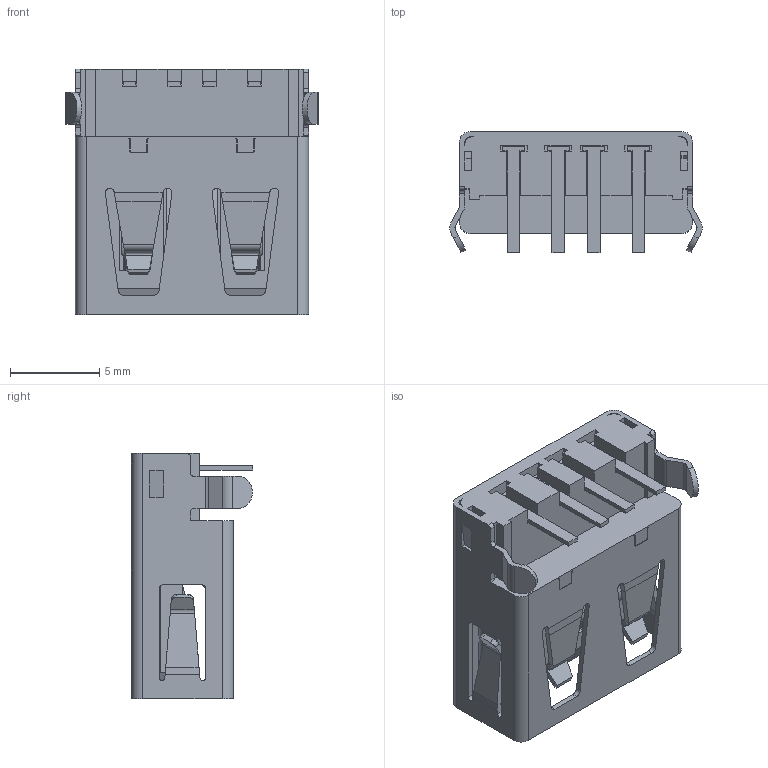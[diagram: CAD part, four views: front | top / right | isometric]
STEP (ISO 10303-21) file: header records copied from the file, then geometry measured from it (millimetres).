
FILE_DESCRIPTION((''),'2;1');
FILE_NAME('AF_','2021-11-04T',('Administrator'),(''),'PRO/ENGINEER BY PARAMETRIC TECHNOLOGY CORPORATION, 2013040','PRO/ENGINEER BY PARAMETRIC TECHNOLOGY CORPORATION, 2013040','');
FILE_SCHEMA(('CONFIG_CONTROL_DESIGN'));
Length unit declared in the file: millimetre
Products named in the file (1): AF_
Bounding box: 14.2 x 6.8 x 13.8 mm (x, y, z)
Volume: 455.8 mm3; surface area: 1469.5 mm2
Topology: 1 solids, 3 shells, 726 faces, 1980 edges, 1257 vertices
Faces by surface type: plane 516, cylinder 150, bspline 42, extrusion 16, cone 2
Entity records: 24363 total; most frequent: CARTESIAN_POINT 6284, ORIENTED_EDGE 3960, DIRECTION 3387, EDGE_CURVE 1980, VECTOR 1603, LINE 1587, VERTEX_POINT 1257, AXIS2_PLACEMENT_3D 892
